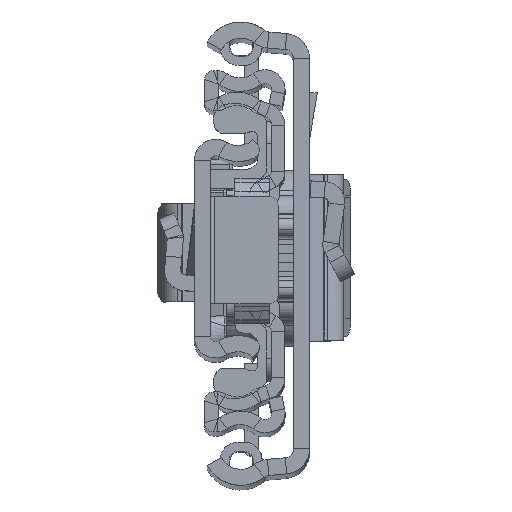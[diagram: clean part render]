
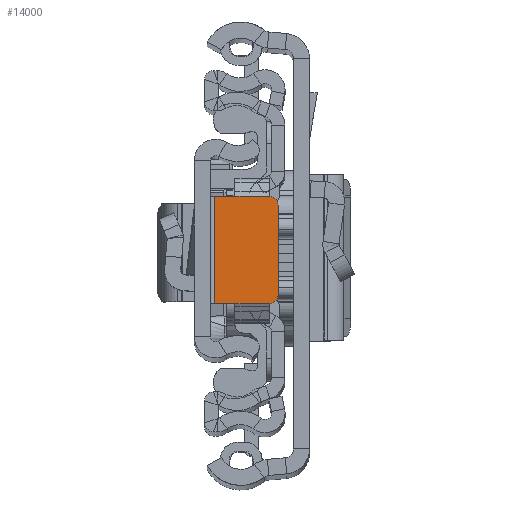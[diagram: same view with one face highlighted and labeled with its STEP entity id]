
A CAD part, top view. The second image highlights one B-rep face of the part: STEP entity #14000.
In plain terms, the highlighted planar face has unit normal (0, 0, 1).
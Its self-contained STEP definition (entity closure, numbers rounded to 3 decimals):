
#746 = ORIENTED_EDGE ( 'NONE', *, *, #3046, .F. ) ;
#1160 = CIRCLE ( 'NONE', #18562, 1. ) ;
#1272 = CARTESIAN_POINT ( 'NONE',  ( 0., 0., -6.8 ) ) ;
#1357 = CARTESIAN_POINT ( 'NONE',  ( -8.4, -5.849, -6.8 ) ) ;
#1973 = EDGE_CURVE ( 'NONE', #4586, #6935, #8720, .T. ) ;
#2351 = AXIS2_PLACEMENT_3D ( 'NONE', #1272, #29438, #8276 ) ;
#2375 = CARTESIAN_POINT ( 'NONE',  ( -9.4, -4.849, -6.8 ) ) ;
#3046 = EDGE_CURVE ( 'NONE', #12145, #4586, #7185, .T. ) ;
#3319 = DIRECTION ( 'NONE',  ( -1., 0., 0. ) ) ;
#3402 = CARTESIAN_POINT ( 'NONE',  ( -8.4, -4.849, -6.8 ) ) ;
#4093 = CARTESIAN_POINT ( 'NONE',  ( -2.3, -5.849, -6.8 ) ) ;
#4586 = VERTEX_POINT ( 'NONE', #6043 ) ;
#4852 = EDGE_CURVE ( 'NONE', #12145, #10150, #9632, .T. ) ;
#5819 = CARTESIAN_POINT ( 'NONE',  ( -8.4, 6.151, -6.8 ) ) ;
#5902 = CARTESIAN_POINT ( 'NONE',  ( -9.4, -5.849, -6.8 ) ) ;
#6043 = CARTESIAN_POINT ( 'NONE',  ( -2.3, 6.151, -6.8 ) ) ;
#6896 = DIRECTION ( 'NONE',  ( 0., -1., 0. ) ) ;
#6935 = VERTEX_POINT ( 'NONE', #4093 ) ;
#7185 = LINE ( 'NONE', #16356, #10098 ) ;
#7598 = ORIENTED_EDGE ( 'NONE', *, *, #4852, .T. ) ;
#7717 = DIRECTION ( 'NONE',  ( 1., 0., 0. ) ) ;
#8003 = VECTOR ( 'NONE', #16916, 1000. ) ;
#8195 = LINE ( 'NONE', #5902, #23954 ) ;
#8276 = DIRECTION ( 'NONE',  ( 1., 0., 0. ) ) ;
#8460 = EDGE_CURVE ( 'NONE', #11360, #10150, #28728, .T. ) ;
#8720 = LINE ( 'NONE', #29422, #25924 ) ;
#8856 = DIRECTION ( 'NONE',  ( 1., 0., 0. ) ) ;
#9032 = CARTESIAN_POINT ( 'NONE',  ( -9.4, 5.151, -6.8 ) ) ;
#9632 = CIRCLE ( 'NONE', #23608, 1. ) ;
#9671 = CARTESIAN_POINT ( 'NONE',  ( -8.4, 5.151, -6.8 ) ) ;
#9811 = VERTEX_POINT ( 'NONE', #1357 ) ;
#10098 = VECTOR ( 'NONE', #8856, 1000. ) ;
#10150 = VERTEX_POINT ( 'NONE', #9032 ) ;
#11360 = VERTEX_POINT ( 'NONE', #2375 ) ;
#12145 = VERTEX_POINT ( 'NONE', #5819 ) ;
#12380 = DIRECTION ( 'NONE',  ( 0., 0., 1. ) ) ;
#14000 = ADVANCED_FACE ( 'NONE', ( #26841 ), #15346, .T. ) ;
#14208 = CARTESIAN_POINT ( 'NONE',  ( -9.4, 6.151, -6.8 ) ) ;
#15346 = PLANE ( 'NONE',  #2351 ) ;
#16356 = CARTESIAN_POINT ( 'NONE',  ( -1.8, 6.151, -6.8 ) ) ;
#16916 = DIRECTION ( 'NONE',  ( 0., 1., 0. ) ) ;
#18562 = AXIS2_PLACEMENT_3D ( 'NONE', #3402, #19422, #21998 ) ;
#19422 = DIRECTION ( 'NONE',  ( 0., 0., 1. ) ) ;
#20429 = ORIENTED_EDGE ( 'NONE', *, *, #29354, .T. ) ;
#21246 = ORIENTED_EDGE ( 'NONE', *, *, #8460, .F. ) ;
#21998 = DIRECTION ( 'NONE',  ( 1., 0., 0. ) ) ;
#22724 = ORIENTED_EDGE ( 'NONE', *, *, #1973, .F. ) ;
#23608 = AXIS2_PLACEMENT_3D ( 'NONE', #9671, #12380, #7717 ) ;
#23954 = VECTOR ( 'NONE', #3319, 1000. ) ;
#24984 = EDGE_CURVE ( 'NONE', #6935, #9811, #8195, .T. ) ;
#25924 = VECTOR ( 'NONE', #6896, 1000. ) ;
#26841 = FACE_OUTER_BOUND ( 'NONE', #27365, .T. ) ;
#27365 = EDGE_LOOP ( 'NONE', ( #21246, #20429, #28119, #22724, #746, #7598 ) ) ;
#28119 = ORIENTED_EDGE ( 'NONE', *, *, #24984, .F. ) ;
#28728 = LINE ( 'NONE', #14208, #8003 ) ;
#29354 = EDGE_CURVE ( 'NONE', #11360, #9811, #1160, .T. ) ;
#29422 = CARTESIAN_POINT ( 'NONE',  ( -2.3, 6.151, -6.8 ) ) ;
#29438 = DIRECTION ( 'NONE',  ( 0., 0., 1. ) ) ;
